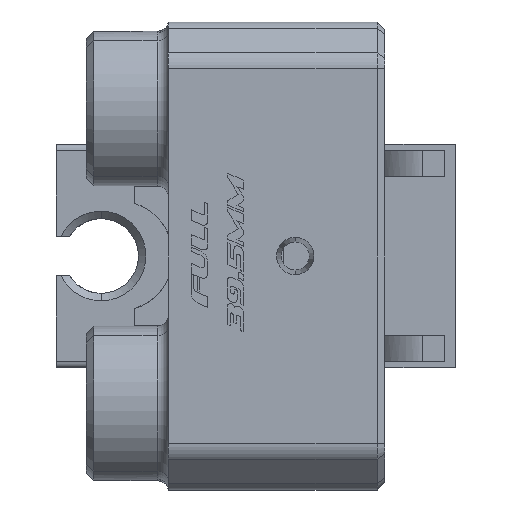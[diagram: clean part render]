
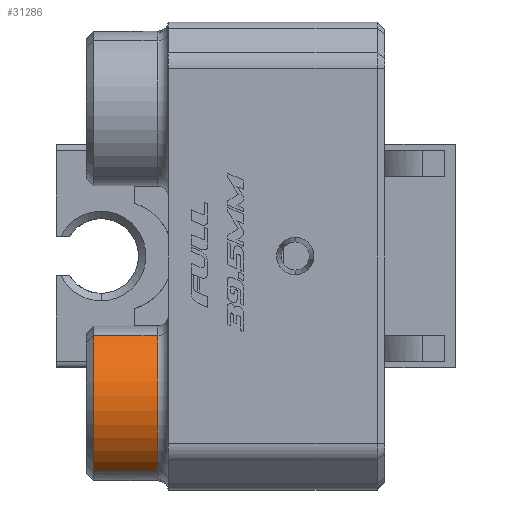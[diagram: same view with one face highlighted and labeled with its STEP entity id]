
A CAD part, left-side view. The second image highlights one B-rep face of the part: STEP entity #31286.
In plain terms, the highlighted cylindrical face has radius 11.109 mm (diameter 22.217 mm), a partial arc.
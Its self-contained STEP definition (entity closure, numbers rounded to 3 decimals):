
#5240 = AXIS2_PLACEMENT_3D ( 'NONE', #14369, #8034, #27298 ) ;
#6630 = AXIS2_PLACEMENT_3D ( 'NONE', #39645, #11279, #20808 ) ;
#8034 = DIRECTION ( 'NONE',  ( 0., 1., 0. ) ) ;
#8168 = EDGE_CURVE ( 'NONE', #11728, #13357, #19350, .T. ) ;
#8822 = EDGE_LOOP ( 'NONE', ( #35871, #38814, #16210, #24270 ) ) ;
#8929 = EDGE_CURVE ( 'NONE', #13357, #39889, #35642, .T. ) ;
#9173 = AXIS2_PLACEMENT_3D ( 'NONE', #19990, #36719, #10889 ) ;
#9214 = DIRECTION ( 'NONE',  ( 0., -1., 0. ) ) ;
#10889 = DIRECTION ( 'NONE',  ( 0., 0., -1. ) ) ;
#11279 = DIRECTION ( 'NONE',  ( 0., -1., 0. ) ) ;
#11728 = VERTEX_POINT ( 'NONE', #25335 ) ;
#13357 = VERTEX_POINT ( 'NONE', #26895 ) ;
#14369 = CARTESIAN_POINT ( 'NONE',  ( -4.641, 28.5, -19.75 ) ) ;
#16210 = ORIENTED_EDGE ( 'NONE', *, *, #8168, .T. ) ;
#16268 = EDGE_CURVE ( 'NONE', #39889, #28500, #40470, .T. ) ;
#16820 = FACE_OUTER_BOUND ( 'NONE', #8822, .T. ) ;
#18018 = VECTOR ( 'NONE', #9214, 1000. ) ;
#18493 = EDGE_CURVE ( 'NONE', #28500, #11728, #31644, .T. ) ;
#19350 = LINE ( 'NONE', #38006, #18018 ) ;
#19990 = CARTESIAN_POINT ( 'NONE',  ( -4.641, 38., -19.75 ) ) ;
#20201 = CYLINDRICAL_SURFACE ( 'NONE', #9173, 11.109 ) ;
#20808 = DIRECTION ( 'NONE',  ( 0., 0., 1. ) ) ;
#21376 = CARTESIAN_POINT ( 'NONE',  ( -11.073, 37., -10.693 ) ) ;
#24270 = ORIENTED_EDGE ( 'NONE', *, *, #8929, .T. ) ;
#24605 = DIRECTION ( 'NONE',  ( 0., 1., 0. ) ) ;
#25335 = CARTESIAN_POINT ( 'NONE',  ( -11.073, 37., -28.807 ) ) ;
#26895 = CARTESIAN_POINT ( 'NONE',  ( -11.073, 28.5, -28.807 ) ) ;
#27298 = DIRECTION ( 'NONE',  ( 0., 0., 1. ) ) ;
#27463 = CARTESIAN_POINT ( 'NONE',  ( -11.073, 28.5, -10.693 ) ) ;
#28500 = VERTEX_POINT ( 'NONE', #21376 ) ;
#31286 = ADVANCED_FACE ( 'NONE', ( #16820 ), #20201, .T. ) ;
#31644 = CIRCLE ( 'NONE', #6630, 11.109 ) ;
#35642 = CIRCLE ( 'NONE', #5240, 11.109 ) ;
#35871 = ORIENTED_EDGE ( 'NONE', *, *, #16268, .T. ) ;
#36602 = VECTOR ( 'NONE', #24605, 1000. ) ;
#36719 = DIRECTION ( 'NONE',  ( 0., -1., 0. ) ) ;
#37093 = CARTESIAN_POINT ( 'NONE',  ( -11.073, 38., -10.693 ) ) ;
#38006 = CARTESIAN_POINT ( 'NONE',  ( -11.073, 38., -28.807 ) ) ;
#38814 = ORIENTED_EDGE ( 'NONE', *, *, #18493, .T. ) ;
#39645 = CARTESIAN_POINT ( 'NONE',  ( -4.641, 37., -19.75 ) ) ;
#39889 = VERTEX_POINT ( 'NONE', #27463 ) ;
#40470 = LINE ( 'NONE', #37093, #36602 ) ;
